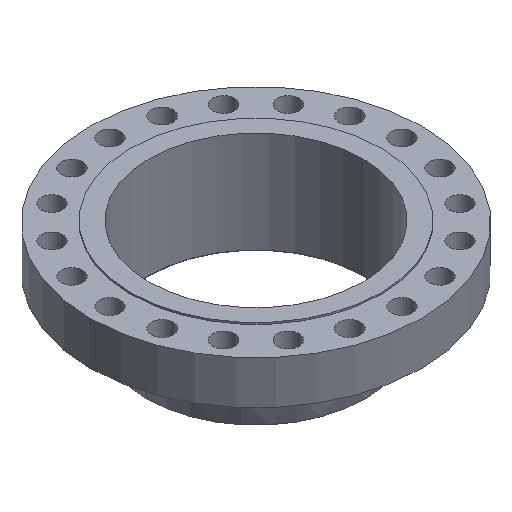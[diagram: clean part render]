
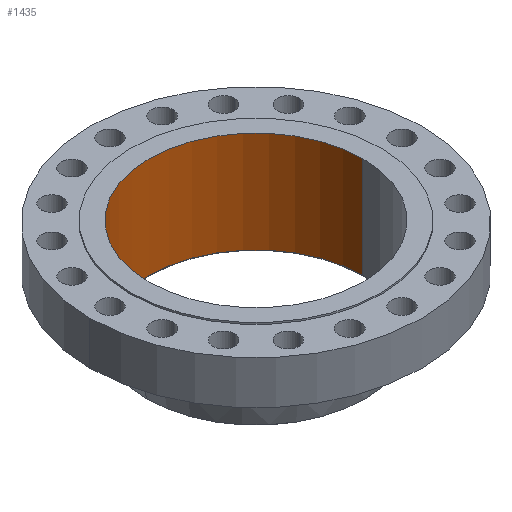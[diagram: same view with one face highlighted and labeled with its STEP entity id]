
A CAD part, isometric view. The second image highlights one B-rep face of the part: STEP entity #1435.
In plain terms, the highlighted cylindrical face has radius 423.069 mm (diameter 846.137 mm), a partial arc.
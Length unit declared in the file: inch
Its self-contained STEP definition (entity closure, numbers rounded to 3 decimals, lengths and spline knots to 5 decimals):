
#9 = CYLINDRICAL_SURFACE ( 'NONE', #1646, 16.65625 ) ;
#98 = ORIENTED_EDGE ( 'NONE', *, *, #1194, .T. ) ;
#114 = VERTEX_POINT ( 'NONE', #1227 ) ;
#165 = CARTESIAN_POINT ( 'NONE',  ( -16.65625, 0., -15.8125 ) ) ;
#301 = CIRCLE ( 'NONE', #1020, 16.65625 ) ;
#311 = VERTEX_POINT ( 'NONE', #762 ) ;
#334 = VECTOR ( 'NONE', #1381, 39.37008 ) ;
#344 = VERTEX_POINT ( 'NONE', #165 ) ;
#379 = ORIENTED_EDGE ( 'NONE', *, *, #1676, .F. ) ;
#608 = LINE ( 'NONE', #1379, #1366 ) ;
#610 = CARTESIAN_POINT ( 'NONE',  ( 16.65625, 0., 0. ) ) ;
#624 = CARTESIAN_POINT ( 'NONE',  ( 0., 0., 0. ) ) ;
#706 = DIRECTION ( 'NONE',  ( 0., 0., 1. ) ) ;
#762 = CARTESIAN_POINT ( 'NONE',  ( 16.65625, 0., -15.8125 ) ) ;
#814 = DIRECTION ( 'NONE',  ( 1., 0., 0. ) ) ;
#843 = DIRECTION ( 'NONE',  ( 0., 0., 1. ) ) ;
#971 = LINE ( 'NONE', #610, #334 ) ;
#1020 = AXIS2_PLACEMENT_3D ( 'NONE', #1332, #706, #1780 ) ;
#1072 = CARTESIAN_POINT ( 'NONE',  ( -16.65625, 0., 0. ) ) ;
#1132 = ORIENTED_EDGE ( 'NONE', *, *, #1339, .T. ) ;
#1134 = CARTESIAN_POINT ( 'NONE',  ( 0., 0., -15.8125 ) ) ;
#1155 = CIRCLE ( 'NONE', #1783, 16.65625 ) ;
#1194 = EDGE_CURVE ( 'NONE', #311, #114, #971, .T. ) ;
#1218 = DIRECTION ( 'NONE',  ( 0., 0., 1. ) ) ;
#1227 = CARTESIAN_POINT ( 'NONE',  ( 16.65625, 0., 0. ) ) ;
#1256 = EDGE_CURVE ( 'NONE', #311, #344, #1155, .T. ) ;
#1332 = CARTESIAN_POINT ( 'NONE',  ( 0., 0., 0. ) ) ;
#1339 = EDGE_CURVE ( 'NONE', #114, #1418, #301, .T. ) ;
#1366 = VECTOR ( 'NONE', #1218, 39.37008 ) ;
#1367 = DIRECTION ( 'NONE',  ( 1., 0., 0. ) ) ;
#1379 = CARTESIAN_POINT ( 'NONE',  ( -16.65625, 0., 0. ) ) ;
#1381 = DIRECTION ( 'NONE',  ( 0., 0., 1. ) ) ;
#1418 = VERTEX_POINT ( 'NONE', #1072 ) ;
#1435 = ADVANCED_FACE ( 'NONE', ( #1675 ), #9, .F. ) ;
#1457 = ORIENTED_EDGE ( 'NONE', *, *, #1256, .F. ) ;
#1646 = AXIS2_PLACEMENT_3D ( 'NONE', #624, #1854, #1367 ) ;
#1675 = FACE_OUTER_BOUND ( 'NONE', #1800, .T. ) ;
#1676 = EDGE_CURVE ( 'NONE', #344, #1418, #608, .T. ) ;
#1780 = DIRECTION ( 'NONE',  ( 1., 0., 0. ) ) ;
#1783 = AXIS2_PLACEMENT_3D ( 'NONE', #1134, #843, #814 ) ;
#1800 = EDGE_LOOP ( 'NONE', ( #379, #1457, #98, #1132 ) ) ;
#1854 = DIRECTION ( 'NONE',  ( 0., 0., 1. ) ) ;
